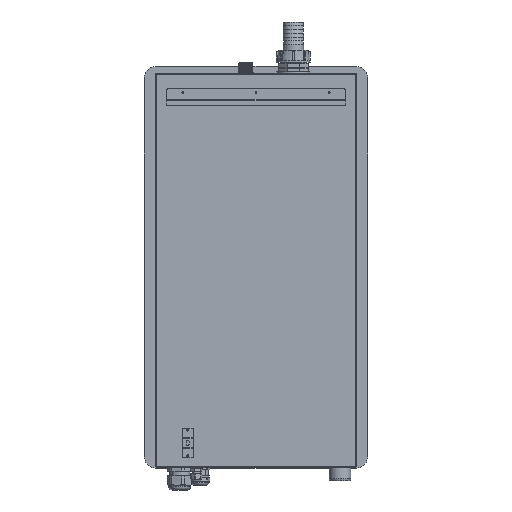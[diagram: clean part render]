
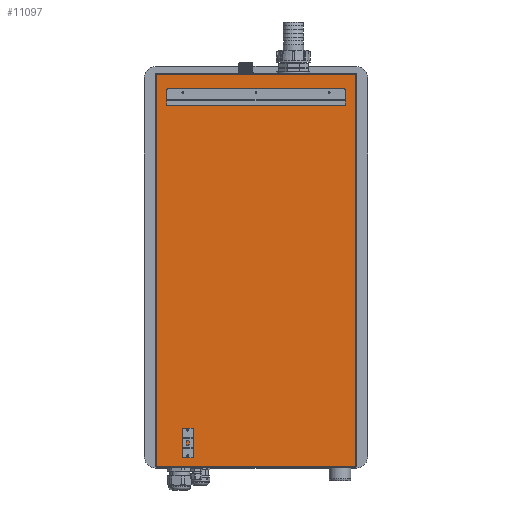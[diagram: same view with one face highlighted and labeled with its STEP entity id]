
A CAD part, left-side view. The second image highlights one B-rep face of the part: STEP entity #11097.
In plain terms, the highlighted planar face has unit normal (-1, 0, 0).
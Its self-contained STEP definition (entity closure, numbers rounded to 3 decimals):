
#787=DIRECTION('',(0.,0.,-1.));
#788=VECTOR('',#787,17.9);
#789=CARTESIAN_POINT('',(-119.3,-96.,396.5));
#790=LINE('',#789,#788);
#791=CARTESIAN_POINT('',(-119.3,-93.,396.5));
#792=DIRECTION('',(1.,0.,0.));
#793=DIRECTION('',(0.,0.,1.));
#794=AXIS2_PLACEMENT_3D('',#791,#792,#793);
#796=DIRECTION('',(0.,1.,0.));
#797=VECTOR('',#796,324.);
#798=CARTESIAN_POINT('',(-119.3,-93.,399.5));
#799=LINE('',#798,#797);
#800=CARTESIAN_POINT('',(-119.3,231.,396.5));
#801=DIRECTION('',(1.,0.,0.));
#802=DIRECTION('',(0.,1.,0.));
#803=AXIS2_PLACEMENT_3D('',#800,#801,#802);
#805=DIRECTION('',(0.,0.,-1.));
#806=VECTOR('',#805,17.9);
#807=CARTESIAN_POINT('',(-119.3,234.,396.5));
#808=LINE('',#807,#806);
#809=DIRECTION('',(0.,-1.,0.));
#810=VECTOR('',#809,330.);
#811=CARTESIAN_POINT('',(-119.3,234.,378.6));
#812=LINE('',#811,#810);
#843=DIRECTION('',(0.,0.,-1.));
#844=VECTOR('',#843,14.9);
#845=CARTESIAN_POINT('',(-119.3,205.,-229.7));
#846=LINE('',#845,#844);
#847=DIRECTION('',(0.,-1.,0.));
#848=VECTOR('',#847,20.);
#849=CARTESIAN_POINT('',(-119.3,205.,-244.6));
#850=LINE('',#849,#848);
#851=DIRECTION('',(0.,0.,-1.));
#852=VECTOR('',#851,14.9);
#853=CARTESIAN_POINT('',(-119.3,185.,-229.7));
#854=LINE('',#853,#852);
#855=CARTESIAN_POINT('',(-119.3,187.,-229.7));
#856=DIRECTION('',(-1.,0.,0.));
#857=DIRECTION('',(0.,-1.,0.));
#858=AXIS2_PLACEMENT_3D('',#855,#856,#857);
#860=DIRECTION('',(0.,-1.,0.));
#861=VECTOR('',#860,16.);
#862=CARTESIAN_POINT('',(-119.3,203.,-227.7));
#863=LINE('',#862,#861);
#864=CARTESIAN_POINT('',(-119.3,203.,-229.7));
#865=DIRECTION('',(-1.,0.,0.));
#866=DIRECTION('',(0.,0.,1.));
#867=AXIS2_PLACEMENT_3D('',#864,#865,#866);
#869=DIRECTION('',(0.,0.,-1.));
#870=VECTOR('',#869,14.9);
#871=CARTESIAN_POINT('',(-119.3,205.,-264.8));
#872=LINE('',#871,#870);
#873=CARTESIAN_POINT('',(-119.3,203.,-279.7));
#874=DIRECTION('',(-1.,0.,0.));
#875=DIRECTION('',(0.,1.,0.));
#876=AXIS2_PLACEMENT_3D('',#873,#874,#875);
#878=DIRECTION('',(0.,-1.,0.));
#879=VECTOR('',#878,16.);
#880=CARTESIAN_POINT('',(-119.3,203.,-281.7));
#881=LINE('',#880,#879);
#882=CARTESIAN_POINT('',(-119.3,187.,-279.7));
#883=DIRECTION('',(-1.,0.,0.));
#884=DIRECTION('',(0.,0.,-1.));
#885=AXIS2_PLACEMENT_3D('',#882,#883,#884);
#887=DIRECTION('',(0.,0.,-1.));
#888=VECTOR('',#887,14.9);
#889=CARTESIAN_POINT('',(-119.3,185.,-264.8));
#890=LINE('',#889,#888);
#891=DIRECTION('',(0.,-1.,0.));
#892=VECTOR('',#891,20.);
#893=CARTESIAN_POINT('',(-119.3,205.,-264.8));
#894=LINE('',#893,#892);
#915=DIRECTION('',(0.,0.,-1.));
#916=VECTOR('',#915,724.9);
#917=CARTESIAN_POINT('',(-119.3,-114.8,426.4));
#918=LINE('',#917,#916);
#919=DIRECTION('',(0.,1.,0.));
#920=VECTOR('',#919,367.6);
#921=CARTESIAN_POINT('',(-119.3,-114.8,-298.5));
#922=LINE('',#921,#920);
#923=DIRECTION('',(0.,0.,1.));
#924=VECTOR('',#923,724.9);
#925=CARTESIAN_POINT('',(-119.3,252.8,-298.5));
#926=LINE('',#925,#924);
#927=DIRECTION('',(0.,1.,0.));
#928=VECTOR('',#927,367.6);
#929=CARTESIAN_POINT('',(-119.3,-114.8,426.4));
#930=LINE('',#929,#928);
#8362=CARTESIAN_POINT('',(-119.3,-96.,396.5));
#8363=CARTESIAN_POINT('',(-119.3,-96.,378.6));
#8364=VERTEX_POINT('',#8362);
#8365=VERTEX_POINT('',#8363);
#8366=CARTESIAN_POINT('',(-119.3,-93.,399.5));
#8367=CARTESIAN_POINT('',(-119.3,231.,399.5));
#8368=VERTEX_POINT('',#8366);
#8369=VERTEX_POINT('',#8367);
#8370=CARTESIAN_POINT('',(-119.3,234.,396.5));
#8371=CARTESIAN_POINT('',(-119.3,234.,378.6));
#8372=VERTEX_POINT('',#8370);
#8373=VERTEX_POINT('',#8371);
#8386=CARTESIAN_POINT('',(-119.3,205.,-229.7));
#8387=CARTESIAN_POINT('',(-119.3,205.,-244.6));
#8388=VERTEX_POINT('',#8386);
#8389=VERTEX_POINT('',#8387);
#8390=CARTESIAN_POINT('',(-119.3,203.,-227.7));
#8391=CARTESIAN_POINT('',(-119.3,187.,-227.7));
#8392=VERTEX_POINT('',#8390);
#8393=VERTEX_POINT('',#8391);
#8394=CARTESIAN_POINT('',(-119.3,185.,-229.7));
#8395=CARTESIAN_POINT('',(-119.3,185.,-244.6));
#8396=VERTEX_POINT('',#8394);
#8397=VERTEX_POINT('',#8395);
#8398=CARTESIAN_POINT('',(-119.3,205.,-264.8));
#8399=CARTESIAN_POINT('',(-119.3,205.,-279.7));
#8400=VERTEX_POINT('',#8398);
#8401=VERTEX_POINT('',#8399);
#8402=CARTESIAN_POINT('',(-119.3,185.,-264.8));
#8403=CARTESIAN_POINT('',(-119.3,185.,-279.7));
#8404=VERTEX_POINT('',#8402);
#8405=VERTEX_POINT('',#8403);
#8406=CARTESIAN_POINT('',(-119.3,203.,-281.7));
#8407=CARTESIAN_POINT('',(-119.3,187.,-281.7));
#8408=VERTEX_POINT('',#8406);
#8409=VERTEX_POINT('',#8407);
#8466=CARTESIAN_POINT('',(-119.3,-114.8,426.4));
#8467=CARTESIAN_POINT('',(-119.3,-114.8,-298.5));
#8468=VERTEX_POINT('',#8466);
#8469=VERTEX_POINT('',#8467);
#8482=CARTESIAN_POINT('',(-119.3,252.8,-298.5));
#8483=VERTEX_POINT('',#8482);
#8490=CARTESIAN_POINT('',(-119.3,252.8,426.4));
#8491=VERTEX_POINT('',#8490);
#11042=CARTESIAN_POINT('',(-119.3,254.,427.6));
#11043=DIRECTION('',(-1.,0.,0.));
#11044=DIRECTION('',(0.,0.,-1.));
#11045=AXIS2_PLACEMENT_3D('',#11042,#11043,#11044);
#11046=PLANE('',#11045);
#11048=ORIENTED_EDGE('',*,*,#11047,.T.);
#11049=ORIENTED_EDGE('',*,*,#10948,.T.);
#11050=ORIENTED_EDGE('',*,*,#10972,.T.);
#11052=ORIENTED_EDGE('',*,*,#11051,.F.);
#11053=EDGE_LOOP('',(#11048,#11049,#11050,#11052));
#11054=FACE_OUTER_BOUND('',#11053,.F.);
#11056=ORIENTED_EDGE('',*,*,#11055,.F.);
#11058=ORIENTED_EDGE('',*,*,#11057,.F.);
#11060=ORIENTED_EDGE('',*,*,#11059,.T.);
#11062=ORIENTED_EDGE('',*,*,#11061,.F.);
#11064=ORIENTED_EDGE('',*,*,#11063,.T.);
#11066=ORIENTED_EDGE('',*,*,#11065,.T.);
#11067=EDGE_LOOP('',(#11056,#11058,#11060,#11062,#11064,#11066));
#11068=FACE_BOUND('',#11067,.F.);
#11070=ORIENTED_EDGE('',*,*,#11069,.T.);
#11072=ORIENTED_EDGE('',*,*,#11071,.T.);
#11074=ORIENTED_EDGE('',*,*,#11073,.F.);
#11076=ORIENTED_EDGE('',*,*,#11075,.T.);
#11078=ORIENTED_EDGE('',*,*,#11077,.F.);
#11080=ORIENTED_EDGE('',*,*,#11079,.T.);
#11081=EDGE_LOOP('',(#11070,#11072,#11074,#11076,#11078,#11080));
#11082=FACE_BOUND('',#11081,.F.);
#11084=ORIENTED_EDGE('',*,*,#11083,.T.);
#11086=ORIENTED_EDGE('',*,*,#11085,.T.);
#11088=ORIENTED_EDGE('',*,*,#11087,.T.);
#11090=ORIENTED_EDGE('',*,*,#11089,.T.);
#11092=ORIENTED_EDGE('',*,*,#11091,.F.);
#11094=ORIENTED_EDGE('',*,*,#11093,.F.);
#11095=EDGE_LOOP('',(#11084,#11086,#11088,#11090,#11092,#11094));
#11096=FACE_BOUND('',#11095,.F.);
#795=CIRCLE('',#794,3.);
#804=CIRCLE('',#803,3.);
#859=CIRCLE('',#858,2.);
#868=CIRCLE('',#867,2.);
#877=CIRCLE('',#876,2.);
#886=CIRCLE('',#885,2.);
#10948=EDGE_CURVE('',#8469,#8483,#922,.T.);
#10972=EDGE_CURVE('',#8483,#8491,#926,.T.);
#11047=EDGE_CURVE('',#8468,#8469,#918,.T.);
#11051=EDGE_CURVE('',#8468,#8491,#930,.T.);
#11055=EDGE_CURVE('',#8364,#8365,#790,.T.);
#11057=EDGE_CURVE('',#8368,#8364,#795,.T.);
#11059=EDGE_CURVE('',#8368,#8369,#799,.T.);
#11061=EDGE_CURVE('',#8372,#8369,#804,.T.);
#11063=EDGE_CURVE('',#8372,#8373,#808,.T.);
#11065=EDGE_CURVE('',#8373,#8365,#812,.T.);
#11069=EDGE_CURVE('',#8388,#8389,#846,.T.);
#11071=EDGE_CURVE('',#8389,#8397,#850,.T.);
#11073=EDGE_CURVE('',#8396,#8397,#854,.T.);
#11075=EDGE_CURVE('',#8396,#8393,#859,.T.);
#11077=EDGE_CURVE('',#8392,#8393,#863,.T.);
#11079=EDGE_CURVE('',#8392,#8388,#868,.T.);
#11083=EDGE_CURVE('',#8400,#8401,#872,.T.);
#11085=EDGE_CURVE('',#8401,#8408,#877,.T.);
#11087=EDGE_CURVE('',#8408,#8409,#881,.T.);
#11089=EDGE_CURVE('',#8409,#8405,#886,.T.);
#11091=EDGE_CURVE('',#8404,#8405,#890,.T.);
#11093=EDGE_CURVE('',#8400,#8404,#894,.T.);
#11097=ADVANCED_FACE('',(#11054,#11068,#11082,#11096),#11046,.T.);
